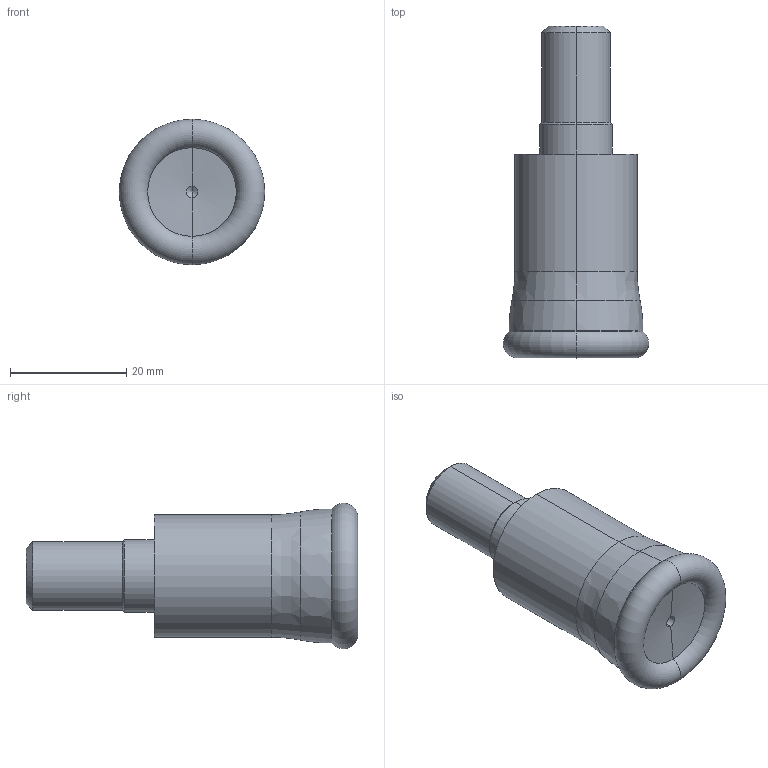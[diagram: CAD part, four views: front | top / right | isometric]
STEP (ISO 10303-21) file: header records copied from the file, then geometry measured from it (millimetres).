
FILE_DESCRIPTION (( 'STEP AP203' ), '1' );
FILE_NAME ('S809-25-35-06-05-.STEP', '2019-04-05T06:46:01', ( '' ), ( '' ), 'SwSTEP 2.0', 'SolidWorks 2018', '' );
FILE_SCHEMA (( 'CONFIG_CONTROL_DESIGN' ));
Length unit declared in the file: millimetre
Products named in the file (1): S809-25-35-06-05-
Bounding box: 24.99 x 56.99 x 24.99 mm (x, y, z)
Volume: 15008.2 mm3; surface area: 4055.9 mm2
Topology: 1 solids, 1 shells, 30 faces, 62 edges, 32 vertices
Faces by surface type: cone 10, cylinder 10, bspline 6, torus 2, plane 2
Entity records: 903 total; most frequent: CARTESIAN_POINT 211, DIRECTION 146, ORIENTED_EDGE 116, AXIS2_PLACEMENT_3D 63, EDGE_CURVE 58, CIRCLE 38, VERTEX_POINT 32, EDGE_LOOP 32
